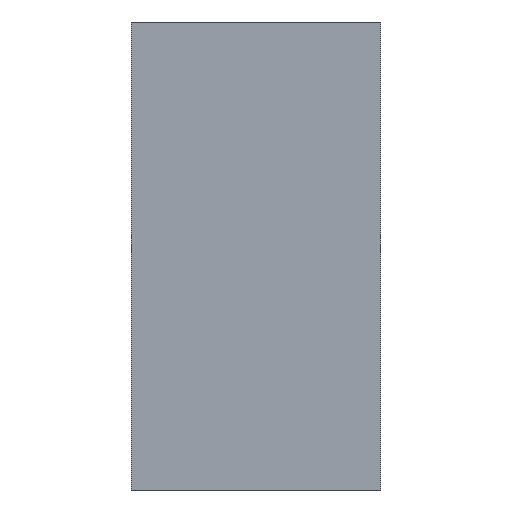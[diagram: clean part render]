
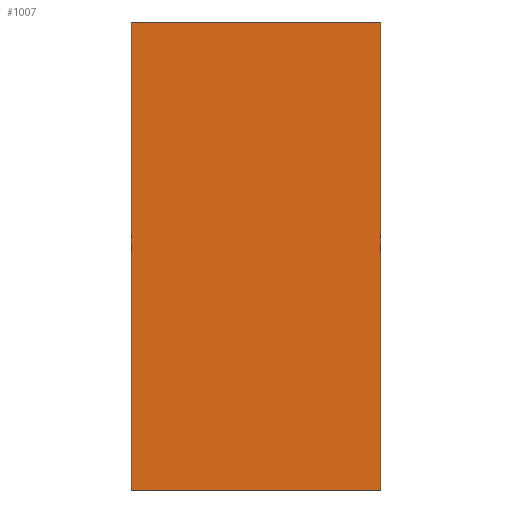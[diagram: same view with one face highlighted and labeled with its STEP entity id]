
A CAD part, front view. The second image highlights one B-rep face of the part: STEP entity #1007.
In plain terms, the highlighted planar face has unit normal (0, -1, 0).
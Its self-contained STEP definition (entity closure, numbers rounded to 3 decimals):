
#173=FACE_OUTER_BOUND('',#237,.T.);
#237=EDGE_LOOP('',(#918,#919,#920,#921));
#250=LINE('',#1365,#329);
#313=LINE('',#4999,#392);
#315=LINE('',#5002,#394);
#316=LINE('',#5004,#395);
#329=VECTOR('',#1114,10.);
#392=VECTOR('',#1327,10.);
#394=VECTOR('',#1331,10.);
#395=VECTOR('',#1334,10.);
#405=VERTEX_POINT('',#1362);
#406=VERTEX_POINT('',#1364);
#488=VERTEX_POINT('',#4996);
#489=VERTEX_POINT('',#4998);
#502=EDGE_CURVE('',#406,#405,#250,.T.);
#630=EDGE_CURVE('',#489,#488,#313,.T.);
#632=EDGE_CURVE('',#405,#489,#315,.T.);
#633=EDGE_CURVE('',#488,#406,#316,.T.);
#918=ORIENTED_EDGE('',*,*,#633,.T.);
#919=ORIENTED_EDGE('',*,*,#502,.T.);
#920=ORIENTED_EDGE('',*,*,#632,.T.);
#921=ORIENTED_EDGE('',*,*,#630,.T.);
#949=PLANE('',#1091);
#1007=ADVANCED_FACE('',(#173),#949,.T.);
#1091=AXIS2_PLACEMENT_3D('',#5005,#1335,#1336);
#1114=DIRECTION('',(0.,0.,-1.));
#1327=DIRECTION('',(0.,0.,1.));
#1331=DIRECTION('',(1.,0.,0.));
#1334=DIRECTION('',(-1.,0.,0.));
#1335=DIRECTION('center_axis',(0.,-1.,0.));
#1336=DIRECTION('ref_axis',(0.,0.,-1.));
#1362=CARTESIAN_POINT('',(-37.001,-13.,-73.611));
#1364=CARTESIAN_POINT('',(-37.001,-13.,65.392));
#1365=CARTESIAN_POINT('',(-37.001,-13.,65.392));
#4996=CARTESIAN_POINT('',(37.001,-13.,65.392));
#4998=CARTESIAN_POINT('',(37.001,-13.,-73.611));
#4999=CARTESIAN_POINT('',(37.001,-13.,-73.611));
#5002=CARTESIAN_POINT('',(-37.001,-13.,-73.611));
#5004=CARTESIAN_POINT('',(37.001,-13.,65.392));
#5005=CARTESIAN_POINT('Origin',(0.,-13.,-4.109));
